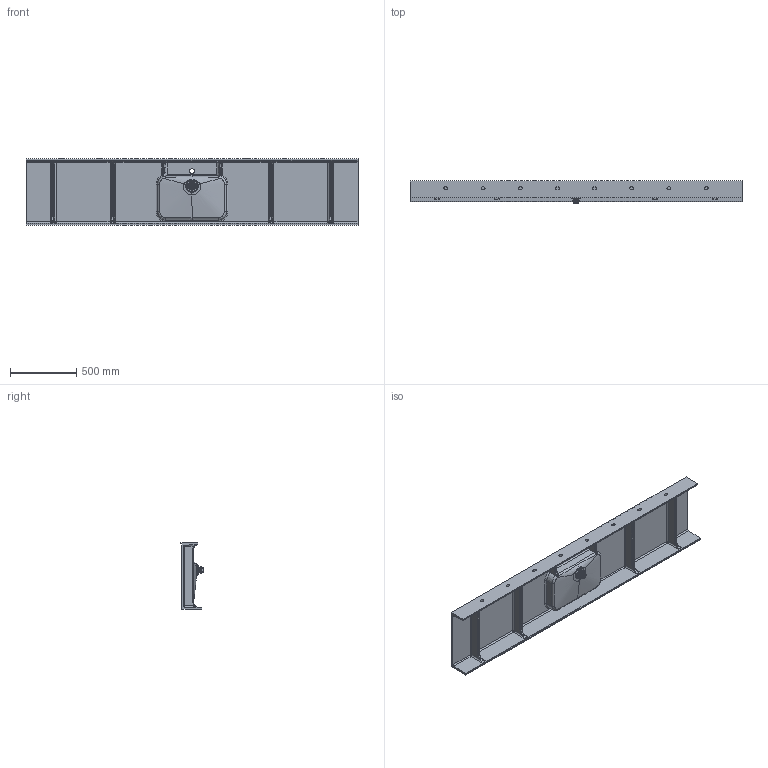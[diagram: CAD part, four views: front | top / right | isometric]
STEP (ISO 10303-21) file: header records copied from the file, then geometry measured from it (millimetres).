
FILE_DESCRIPTION (( 'STEP AP203' ), '1' );
FILE_NAME ('LIMA50-P.STEP', '2021-09-10T08:43:59', ( '' ), ( '' ), 'SwSTEP 2.0', 'SolidWorks 2020', '' );
FILE_SCHEMA (( 'CONFIG_CONTROL_DESIGN' ));
Products named in the file (1): LIMA50-P
Bounding box: 2500 x 165.76 x 500 mm (x, y, z)
Volume: 29378015.2 mm3; surface area: 4306076.2 mm2
Topology: 8 solids, 8 shells, 608 faces, 1596 edges, 981 vertices
Faces by surface type: cylinder 250, bspline 134, plane 125, torus 39, cone 32, sphere 28
Entity records: 63188 total; most frequent: CARTESIAN_POINT 49572, ORIENTED_EDGE 3160, DIRECTION 2497, EDGE_CURVE 1580, VERTEX_POINT 981, AXIS2_PLACEMENT_3D 966, EDGE_LOOP 657, ADVANCED_FACE 608
